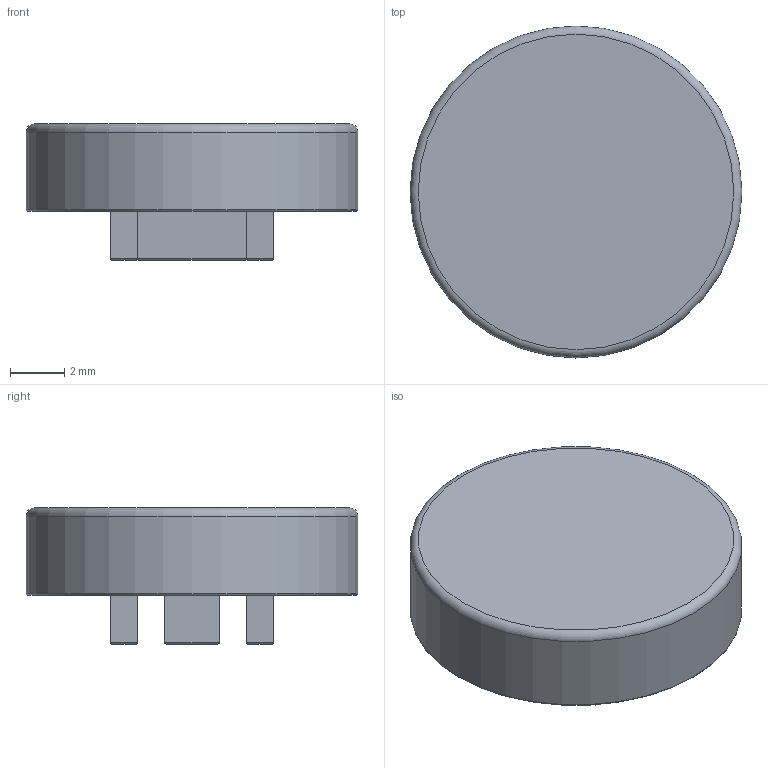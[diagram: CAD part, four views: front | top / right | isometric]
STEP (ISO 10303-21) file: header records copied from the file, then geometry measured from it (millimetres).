
FILE_DESCRIPTION(('FreeCAD Model'),'2;1');
FILE_NAME('Open CASCADE Shape Model','2023-04-13T22:36:55',(''),(''), 'Open CASCADE STEP processor 7.6','FreeCAD','Unknown');
FILE_SCHEMA(('AUTOMOTIVE_DESIGN { 1 0 10303 214 1 1 1 1 }'));
Length unit declared in the file: millimetre
Products named in the file (1): Abdeckung
Bounding box: 12.2 x 12.2 x 5 mm (x, y, z)
Volume: 276.4 mm3; surface area: 515.7 mm2
Topology: 1 solids, 1 shells, 44 faces, 92 edges, 55 vertices
Faces by surface type: plane 23, cylinder 18, torus 3
Full cylindrical faces by diameter (mm): 10.2 x1, 12.2 x1
Entity records: 2464 total; most frequent: CARTESIAN_POINT 554, DIRECTION 352, LINE 208, VECTOR 208, ORIENTED_EDGE 184, PCURVE 184, DEFINITIONAL_REPRESENTATION 184, EDGE_CURVE 92
